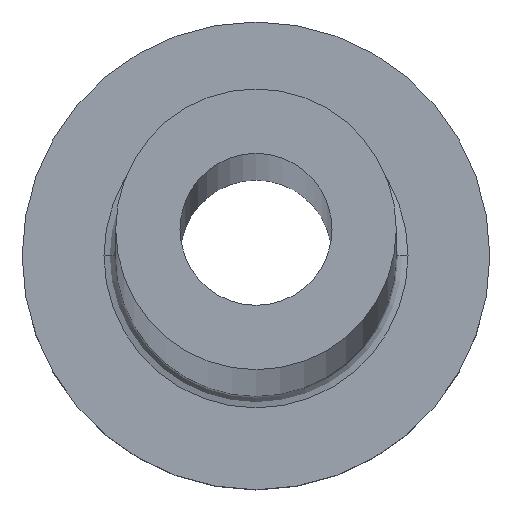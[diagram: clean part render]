
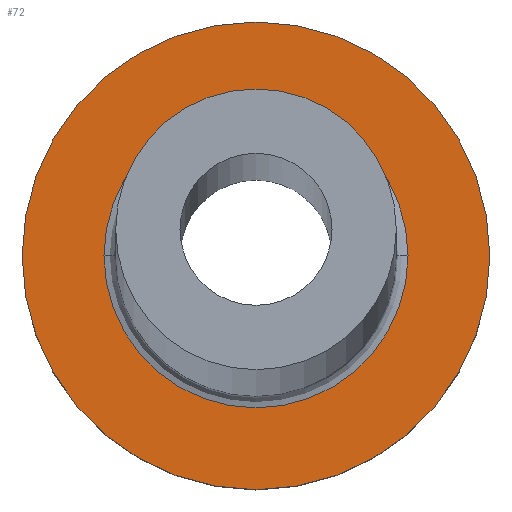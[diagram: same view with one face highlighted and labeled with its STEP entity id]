
A CAD part, top view. The second image highlights one B-rep face of the part: STEP entity #72.
In plain terms, the highlighted planar face has unit normal (0, 0, 1).
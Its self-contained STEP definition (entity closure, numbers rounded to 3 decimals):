
#7 = EDGE_CURVE ( 'NONE', #110, #248, #293, .T. ) ;
#8 = AXIS2_PLACEMENT_3D ( 'NONE', #207, #343, #178 ) ;
#10 = DIRECTION ( 'NONE',  ( 0., 0., -1. ) ) ;
#13 = AXIS2_PLACEMENT_3D ( 'NONE', #122, #10, #265 ) ;
#24 = DIRECTION ( 'NONE',  ( 0., 0., -1. ) ) ;
#28 = CIRCLE ( 'NONE', #102, 10. ) ;
#37 = CIRCLE ( 'NONE', #334, 6.5 ) ;
#47 = DIRECTION ( 'NONE',  ( 1., 0., 0. ) ) ;
#65 = CARTESIAN_POINT ( 'NONE',  ( 0., 0., 7. ) ) ;
#72 = ADVANCED_FACE ( 'NONE', ( #180, #263 ), #327, .T. ) ;
#81 = EDGE_LOOP ( 'NONE', ( #105, #221 ) ) ;
#101 = CARTESIAN_POINT ( 'NONE',  ( -6.5, 0., 7. ) ) ;
#102 = AXIS2_PLACEMENT_3D ( 'NONE', #112, #381, #47 ) ;
#105 = ORIENTED_EDGE ( 'NONE', *, *, #362, .T. ) ;
#110 = VERTEX_POINT ( 'NONE', #101 ) ;
#111 = CIRCLE ( 'NONE', #8, 10. ) ;
#112 = CARTESIAN_POINT ( 'NONE',  ( 0., 0., 7. ) ) ;
#122 = CARTESIAN_POINT ( 'NONE',  ( 0., 0., 7. ) ) ;
#151 = DIRECTION ( 'NONE',  ( 1., 0., 0. ) ) ;
#170 = VERTEX_POINT ( 'NONE', #231 ) ;
#178 = DIRECTION ( 'NONE',  ( 1., 0., 0. ) ) ;
#180 = FACE_BOUND ( 'NONE', #81, .T. ) ;
#185 = EDGE_CURVE ( 'NONE', #348, #170, #28, .T. ) ;
#189 = EDGE_CURVE ( 'NONE', #170, #348, #111, .T. ) ;
#205 = CARTESIAN_POINT ( 'NONE',  ( -10., 0., 7. ) ) ;
#207 = CARTESIAN_POINT ( 'NONE',  ( 0., 0., 7. ) ) ;
#209 = ORIENTED_EDGE ( 'NONE', *, *, #185, .T. ) ;
#221 = ORIENTED_EDGE ( 'NONE', *, *, #7, .T. ) ;
#231 = CARTESIAN_POINT ( 'NONE',  ( 10., 0., 7. ) ) ;
#232 = AXIS2_PLACEMENT_3D ( 'NONE', #65, #329, #151 ) ;
#245 = ORIENTED_EDGE ( 'NONE', *, *, #189, .T. ) ;
#248 = VERTEX_POINT ( 'NONE', #280 ) ;
#263 = FACE_OUTER_BOUND ( 'NONE', #279, .T. ) ;
#265 = DIRECTION ( 'NONE',  ( 1., 0., 0. ) ) ;
#279 = EDGE_LOOP ( 'NONE', ( #209, #245 ) ) ;
#280 = CARTESIAN_POINT ( 'NONE',  ( 6.5, 0., 7. ) ) ;
#281 = DIRECTION ( 'NONE',  ( 1., 0., 0. ) ) ;
#293 = CIRCLE ( 'NONE', #13, 6.5 ) ;
#317 = CARTESIAN_POINT ( 'NONE',  ( 0., 0., 7. ) ) ;
#327 = PLANE ( 'NONE',  #232 ) ;
#329 = DIRECTION ( 'NONE',  ( 0., 0., 1. ) ) ;
#334 = AXIS2_PLACEMENT_3D ( 'NONE', #317, #24, #281 ) ;
#343 = DIRECTION ( 'NONE',  ( 0., 0., 1. ) ) ;
#348 = VERTEX_POINT ( 'NONE', #205 ) ;
#362 = EDGE_CURVE ( 'NONE', #248, #110, #37, .T. ) ;
#381 = DIRECTION ( 'NONE',  ( 0., 0., 1. ) ) ;
